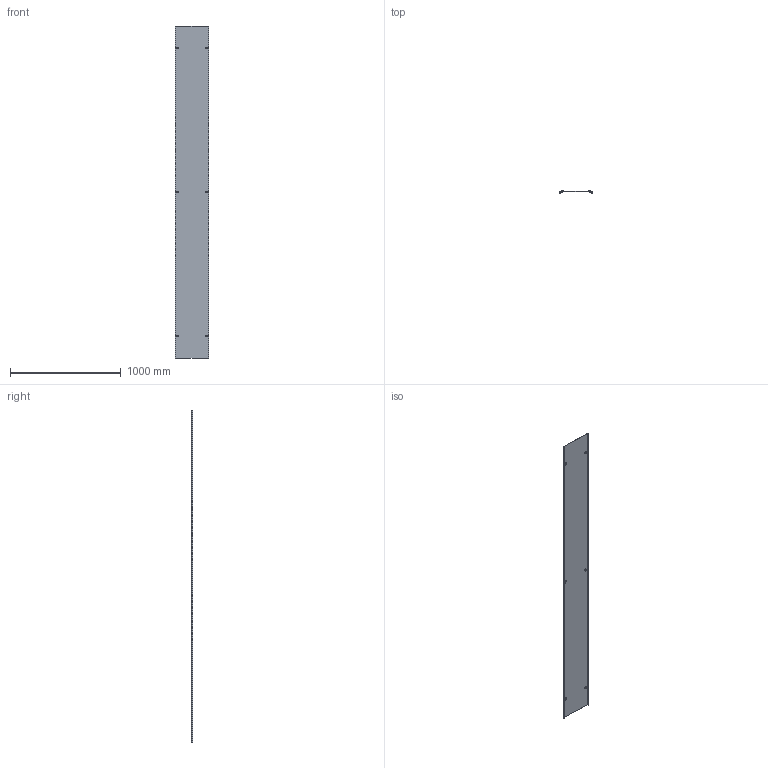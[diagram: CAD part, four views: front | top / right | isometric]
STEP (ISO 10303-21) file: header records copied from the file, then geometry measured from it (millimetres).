
FILE_DESCRIPTION(/* description */ (''),/* implementation_level */ '2;1');
FILE_NAME(/* name */ '6080910',/* time_stamp */ '2014-10-06T11:26:21+02:00',/* author */ (''),/* organization */ (''),/* preprocessor_version */ 'ST-DEVELOPER v15',/* originating_system */ '',/* authorisation */ '');
FILE_SCHEMA (('AUTOMOTIVE_DESIGN'));
Length unit declared in the file: millimetre
Products named in the file (2): Document; Block 02
Assembly tree (1 placements, depth 2):
  Document
    Block 02
Bounding box: 303 x 16.96 x 3000 mm (x, y, z)
Volume: 979621.1 mm3; surface area: 1969351.6 mm2
Topology: 7 solids, 13 shells, 680 faces, 1887 edges, 1242 vertices
Faces by surface type: bspline 382, plane 298
Entity records: 28015 total; most frequent: CARTESIAN_POINT 17283, ORIENTED_EDGE 3771, EDGE_CURVE 1896, VERTEX_POINT 1248, EDGE_LOOP 722, B_SPLINE_CURVE_WITH_KNOTS 691, ADVANCED_FACE 680, FACE_OUTER_BOUND 680
